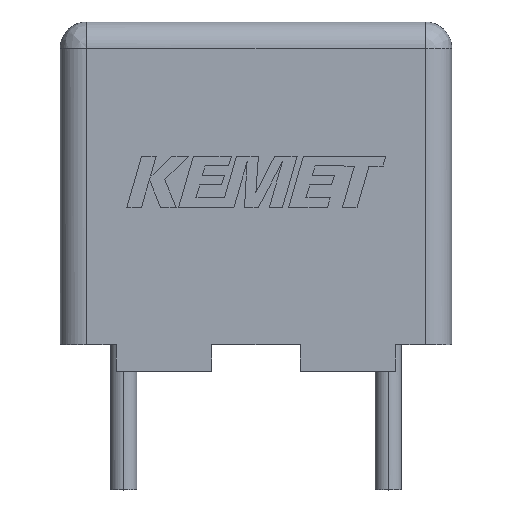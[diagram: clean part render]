
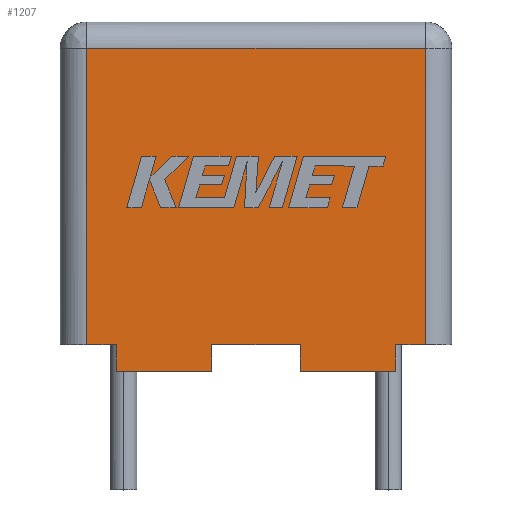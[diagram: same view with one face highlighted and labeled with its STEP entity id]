
A CAD part, top view. The second image highlights one B-rep face of the part: STEP entity #1207.
In plain terms, the highlighted planar face has unit normal (0, 0, 1).
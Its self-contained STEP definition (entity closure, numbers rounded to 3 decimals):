
#1207=ADVANCED_FACE('',(#1304),#3444,.T.);
#1304=FACE_OUTER_BOUND('',#1403,.T.);
#1403=EDGE_LOOP('',(#1785,#1786,#1787,#1788,#1789,#1790,#1791,#1792,#1793,
#1794,#1795,#1796));
#1785=ORIENTED_EDGE('',*,*,#2284,.F.);
#1786=ORIENTED_EDGE('',*,*,#2285,.F.);
#1787=ORIENTED_EDGE('',*,*,#2286,.F.);
#1788=ORIENTED_EDGE('',*,*,#2287,.F.);
#1789=ORIENTED_EDGE('',*,*,#2288,.F.);
#1790=ORIENTED_EDGE('',*,*,#2289,.F.);
#1791=ORIENTED_EDGE('',*,*,#2290,.F.);
#1792=ORIENTED_EDGE('',*,*,#2291,.F.);
#1793=ORIENTED_EDGE('',*,*,#2292,.F.);
#1794=ORIENTED_EDGE('',*,*,#2293,.F.);
#1795=ORIENTED_EDGE('',*,*,#2294,.F.);
#1796=ORIENTED_EDGE('',*,*,#2283,.F.);
#2283=EDGE_CURVE('',#3231,#3232,#2773,.T.);
#2284=EDGE_CURVE('',#3233,#3231,#2774,.T.);
#2285=EDGE_CURVE('',#3234,#3233,#2775,.T.);
#2286=EDGE_CURVE('',#3235,#3234,#2776,.T.);
#2287=EDGE_CURVE('',#3236,#3235,#2777,.T.);
#2288=EDGE_CURVE('',#3237,#3236,#2778,.T.);
#2289=EDGE_CURVE('',#3238,#3237,#2779,.T.);
#2290=EDGE_CURVE('',#3239,#3238,#2780,.T.);
#2291=EDGE_CURVE('',#3240,#3239,#2781,.T.);
#2292=EDGE_CURVE('',#3241,#3240,#2782,.T.);
#2293=EDGE_CURVE('',#3242,#3241,#2783,.T.);
#2294=EDGE_CURVE('',#3232,#3242,#2784,.T.);
#2773=B_SPLINE_CURVE_WITH_KNOTS('',1,(#4780,#4781),.UNSPECIFIED.,.F.,.F.,
(2,2),(-0.56,0.),.UNSPECIFIED.);
#2774=B_SPLINE_CURVE_WITH_KNOTS('',1,(#4782,#4783),.UNSPECIFIED.,.F.,.F.,
(2,2),(0.,0.5),.UNSPECIFIED.);
#2775=B_SPLINE_CURVE_WITH_KNOTS('',1,(#4784,#4785),.UNSPECIFIED.,.F.,.F.,
(2,2),(0.,1.8),.UNSPECIFIED.);
#2776=B_SPLINE_CURVE_WITH_KNOTS('',1,(#4786,#4787),.UNSPECIFIED.,.F.,.F.,
(2,2),(-0.5,0.),.UNSPECIFIED.);
#2777=B_SPLINE_CURVE_WITH_KNOTS('',1,(#4788,#4789),.UNSPECIFIED.,.F.,.F.,
(2,2),(-1.68,0.),.UNSPECIFIED.);
#2778=B_SPLINE_CURVE_WITH_KNOTS('',1,(#4790,#4791),.UNSPECIFIED.,.F.,.F.,
(2,2),(0.,0.5),.UNSPECIFIED.);
#2779=B_SPLINE_CURVE_WITH_KNOTS('',1,(#4792,#4793),.UNSPECIFIED.,.F.,.F.,
(2,2),(0.,1.8),.UNSPECIFIED.);
#2780=B_SPLINE_CURVE_WITH_KNOTS('',1,(#4794,#4795),.UNSPECIFIED.,.F.,.F.,
(2,2),(-0.5,0.),.UNSPECIFIED.);
#2781=B_SPLINE_CURVE_WITH_KNOTS('',1,(#4796,#4797),.UNSPECIFIED.,.F.,.F.,
(2,2),(-0.56,0.),.UNSPECIFIED.);
#2782=B_SPLINE_CURVE_WITH_KNOTS('',1,(#4798,#4799),.UNSPECIFIED.,.F.,.F.,
(2,2),(-5.6,0.),.UNSPECIFIED.);
#2783=B_SPLINE_CURVE_WITH_KNOTS('',1,(#4800,#4801),.UNSPECIFIED.,.F.,.F.,
(2,2),(-6.4,0.),.UNSPECIFIED.);
#2784=B_SPLINE_CURVE_WITH_KNOTS('',1,(#4802,#4803),.UNSPECIFIED.,.F.,.F.,
(2,2),(-5.6,0.),.UNSPECIFIED.);
#3231=VERTEX_POINT('',#4768);
#3232=VERTEX_POINT('',#4769);
#3233=VERTEX_POINT('',#4770);
#3234=VERTEX_POINT('',#4771);
#3235=VERTEX_POINT('',#4772);
#3236=VERTEX_POINT('',#4773);
#3237=VERTEX_POINT('',#4774);
#3238=VERTEX_POINT('',#4775);
#3239=VERTEX_POINT('',#4776);
#3240=VERTEX_POINT('',#4777);
#3241=VERTEX_POINT('',#4778);
#3242=VERTEX_POINT('',#4779);
#3444=PLANE('',#3545);
#3545=AXIS2_PLACEMENT_3D('',#4767,#3629,$);
#3629=DIRECTION('',(0.,0.,1.));
#4767=CARTESIAN_POINT('',(3.833,6.788,2.6));
#4768=CARTESIAN_POINT('',(-2.647,0.577,2.6));
#4769=CARTESIAN_POINT('',(-3.207,0.577,2.6));
#4770=CARTESIAN_POINT('',(-2.647,0.077,2.6));
#4771=CARTESIAN_POINT('',(-0.847,0.077,2.6));
#4772=CARTESIAN_POINT('',(-0.847,0.577,2.6));
#4773=CARTESIAN_POINT('',(0.833,0.577,2.6));
#4774=CARTESIAN_POINT('',(0.833,0.077,2.6));
#4775=CARTESIAN_POINT('',(2.633,0.077,2.6));
#4776=CARTESIAN_POINT('',(2.633,0.577,2.6));
#4777=CARTESIAN_POINT('',(3.193,0.577,2.6));
#4778=CARTESIAN_POINT('',(3.193,6.177,2.6));
#4779=CARTESIAN_POINT('',(-3.207,6.177,2.6));
#4780=CARTESIAN_POINT('',(-2.647,0.577,2.6));
#4781=CARTESIAN_POINT('',(-3.207,0.577,2.6));
#4782=CARTESIAN_POINT('',(-2.647,0.077,2.6));
#4783=CARTESIAN_POINT('',(-2.647,0.577,2.6));
#4784=CARTESIAN_POINT('',(-0.847,0.077,2.6));
#4785=CARTESIAN_POINT('',(-2.647,0.077,2.6));
#4786=CARTESIAN_POINT('',(-0.847,0.577,2.6));
#4787=CARTESIAN_POINT('',(-0.847,0.077,2.6));
#4788=CARTESIAN_POINT('',(0.833,0.577,2.6));
#4789=CARTESIAN_POINT('',(-0.847,0.577,2.6));
#4790=CARTESIAN_POINT('',(0.833,0.077,2.6));
#4791=CARTESIAN_POINT('',(0.833,0.577,2.6));
#4792=CARTESIAN_POINT('',(2.633,0.077,2.6));
#4793=CARTESIAN_POINT('',(0.833,0.077,2.6));
#4794=CARTESIAN_POINT('',(2.633,0.577,2.6));
#4795=CARTESIAN_POINT('',(2.633,0.077,2.6));
#4796=CARTESIAN_POINT('',(3.193,0.577,2.6));
#4797=CARTESIAN_POINT('',(2.633,0.577,2.6));
#4798=CARTESIAN_POINT('',(3.193,6.177,2.6));
#4799=CARTESIAN_POINT('',(3.193,0.577,2.6));
#4800=CARTESIAN_POINT('',(-3.207,6.177,2.6));
#4801=CARTESIAN_POINT('',(3.193,6.177,2.6));
#4802=CARTESIAN_POINT('',(-3.207,0.577,2.6));
#4803=CARTESIAN_POINT('',(-3.207,6.177,2.6));
